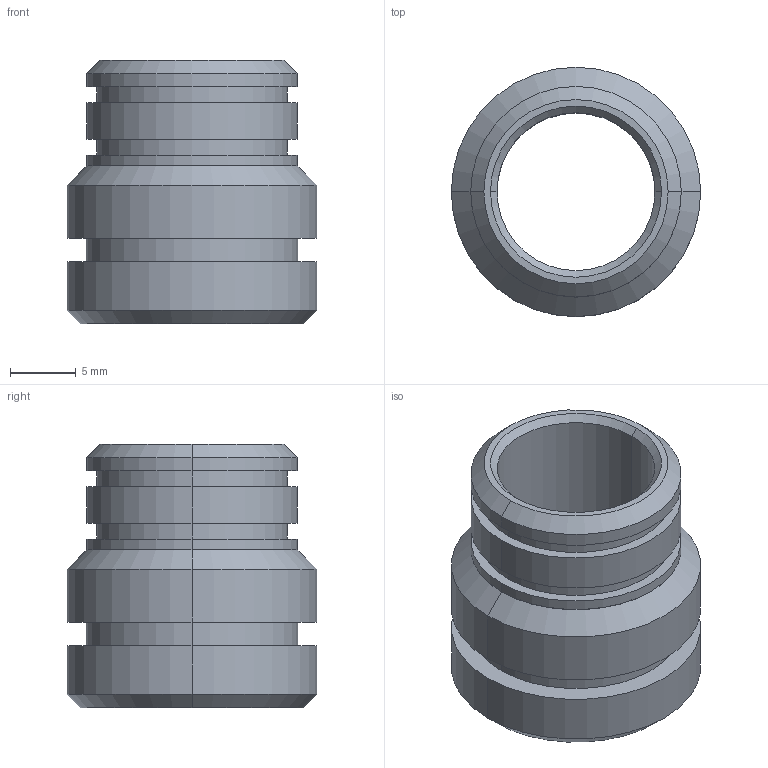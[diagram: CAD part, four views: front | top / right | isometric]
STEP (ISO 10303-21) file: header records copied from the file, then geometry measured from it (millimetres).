
FILE_DESCRIPTION(('STEP AP214'),'1');
FILE_NAME('160618.1.STP','2011-09-08T07:19:50',(' '),(' '),'Spatial InterOp 3D',' ',' ');
FILE_SCHEMA(('automotive_design'));
Length unit declared in the file: millimetre
Products named in the file (1): Zylinder
Bounding box: 18.95 x 18.95 x 20 mm (x, y, z)
Volume: 2377.6 mm3; surface area: 2340.5 mm2
Topology: 1 solids, 1 shells, 37 faces, 74 edges, 46 vertices
Faces by surface type: cylinder 18, cone 10, plane 9
Entity records: 1298 total; most frequent: DIRECTION 196, CARTESIAN_POINT 158, ORIENTED_EDGE 148, AXIS2_PLACEMENT_3D 84, EDGE_CURVE 74, EDGE_LOOP 46, VERTEX_POINT 46, CIRCLE 46
